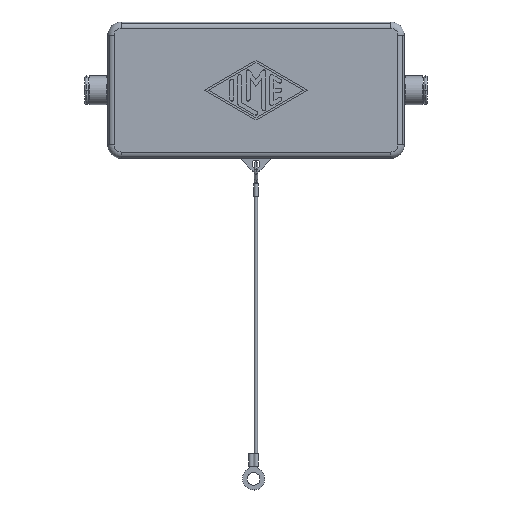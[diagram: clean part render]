
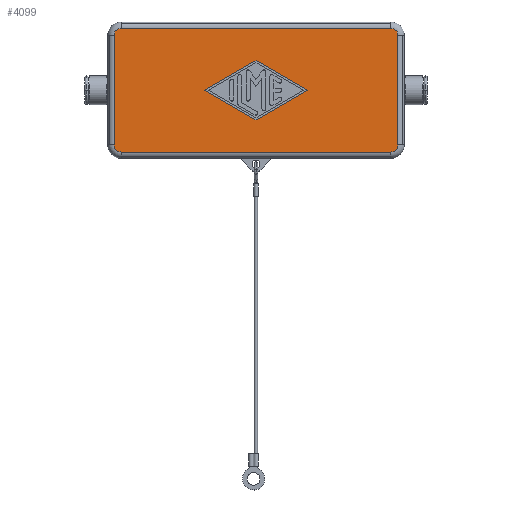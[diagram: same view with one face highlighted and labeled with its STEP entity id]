
A CAD part, top view. The second image highlights one B-rep face of the part: STEP entity #4099.
In plain terms, the highlighted planar face has unit normal (0, 0, 1).
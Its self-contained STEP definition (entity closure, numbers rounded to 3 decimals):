
#1825=CARTESIAN_POINT('',(44.75,17.2,12.));
#1826=VERTEX_POINT('',#1825);
#1834=CARTESIAN_POINT('',(44.75,-17.2,12.));
#1835=VERTEX_POINT('',#1834);
#1836=CARTESIAN_POINT('',(44.75,17.2,12.));
#1837=DIRECTION('',(0.0,-1.0,0.0));
#1838=VECTOR('',#1837,34.4);
#1839=LINE('',#1836,#1838);
#1840=EDGE_CURVE('',#1826,#1835,#1839,.T.);
#1909=CARTESIAN_POINT('',(42.45,-19.5,12.));
#1910=VERTEX_POINT('',#1909);
#1918=CARTESIAN_POINT('',(-42.45,-19.5,12.));
#1919=VERTEX_POINT('',#1918);
#1920=CARTESIAN_POINT('',(42.45,-19.5,12.));
#1921=DIRECTION('',(-1.0,0.0,0.0));
#1922=VECTOR('',#1921,84.9);
#1923=LINE('',#1920,#1922);
#1924=EDGE_CURVE('',#1910,#1919,#1923,.T.);
#1993=CARTESIAN_POINT('',(-44.75,-17.2,12.));
#1994=VERTEX_POINT('',#1993);
#2002=CARTESIAN_POINT('',(-44.75,17.2,12.));
#2003=VERTEX_POINT('',#2002);
#2004=CARTESIAN_POINT('',(-44.75,-17.2,12.));
#2005=DIRECTION('',(0.0,1.0,0.0));
#2006=VECTOR('',#2005,34.4);
#2007=LINE('',#2004,#2006);
#2008=EDGE_CURVE('',#1994,#2003,#2007,.T.);
#2035=CARTESIAN_POINT('',(-42.45,19.5,12.));
#2036=VERTEX_POINT('',#2035);
#2044=CARTESIAN_POINT('',(42.45,19.5,12.));
#2045=VERTEX_POINT('',#2044);
#2046=CARTESIAN_POINT('',(-42.45,19.5,12.));
#2047=DIRECTION('',(1.0,0.0,0.0));
#2048=VECTOR('',#2047,84.9);
#2049=LINE('',#2046,#2048);
#2050=EDGE_CURVE('',#2036,#2045,#2049,.T.);
#3289=CARTESIAN_POINT('',(-16.25,0.,12.));
#3290=VERTEX_POINT('',#3289);
#3297=CARTESIAN_POINT('',(0.,-9.375,12.));
#3298=VERTEX_POINT('',#3297);
#3299=CARTESIAN_POINT('',(0.,-9.375,12.));
#3300=DIRECTION('',(-0.866,0.5,0.0));
#3301=VECTOR('',#3300,18.76);
#3302=LINE('',#3299,#3301);
#3303=EDGE_CURVE('',#3298,#3290,#3302,.T.);
#3328=CARTESIAN_POINT('',(16.25,0.,12.));
#3329=VERTEX_POINT('',#3328);
#3330=CARTESIAN_POINT('',(16.25,0.,12.));
#3331=DIRECTION('',(-0.866,-0.5,0.0));
#3332=VECTOR('',#3331,18.76);
#3333=LINE('',#3330,#3332);
#3334=EDGE_CURVE('',#3329,#3298,#3333,.T.);
#3359=CARTESIAN_POINT('',(0.,9.375,12.));
#3360=VERTEX_POINT('',#3359);
#3361=CARTESIAN_POINT('',(0.,9.375,12.));
#3362=DIRECTION('',(0.866,-0.5,0.0));
#3363=VECTOR('',#3362,18.76);
#3364=LINE('',#3361,#3363);
#3365=EDGE_CURVE('',#3360,#3329,#3364,.T.);
#3388=CARTESIAN_POINT('',(-16.25,0.,12.));
#3389=DIRECTION('',(0.866,0.5,0.0));
#3390=VECTOR('',#3389,18.76);
#3391=LINE('',#3388,#3390);
#3392=EDGE_CURVE('',#3290,#3360,#3391,.T.);
#4054=CARTESIAN_POINT('',(0.0,0.0,12.));
#4055=DIRECTION('',(0.0,0.0,1.0));
#4056=DIRECTION('',(1.0,0.0,0.0));
#4057=AXIS2_PLACEMENT_3D('',#4054,#4055,#4056);
#4058=PLANE('',#4057);
#4059=CARTESIAN_POINT('',(-42.45,17.2,12.));
#4060=DIRECTION('',(0.0,0.0,-1.0));
#4061=DIRECTION('',(-0.707,0.707,0.0));
#4062=AXIS2_PLACEMENT_3D('',#4059,#4060,#4061);
#4063=CIRCLE('',#4062,2.3);
#4064=EDGE_CURVE('',#2003,#2036,#4063,.T.);
#4065=ORIENTED_EDGE('',*,*,#4064,.F.);
#4066=ORIENTED_EDGE('',*,*,#2008,.F.);
#4067=CARTESIAN_POINT('',(-42.45,-17.2,12.));
#4068=DIRECTION('',(0.0,0.0,-1.0));
#4069=DIRECTION('',(-0.707,-0.707,0.0));
#4070=AXIS2_PLACEMENT_3D('',#4067,#4068,#4069);
#4071=CIRCLE('',#4070,2.3);
#4072=EDGE_CURVE('',#1919,#1994,#4071,.T.);
#4073=ORIENTED_EDGE('',*,*,#4072,.F.);
#4074=ORIENTED_EDGE('',*,*,#1924,.F.);
#4075=CARTESIAN_POINT('',(42.45,-17.2,12.));
#4076=DIRECTION('',(0.0,0.0,-1.0));
#4077=DIRECTION('',(0.707,-0.707,0.0));
#4078=AXIS2_PLACEMENT_3D('',#4075,#4076,#4077);
#4079=CIRCLE('',#4078,2.3);
#4080=EDGE_CURVE('',#1835,#1910,#4079,.T.);
#4081=ORIENTED_EDGE('',*,*,#4080,.F.);
#4082=ORIENTED_EDGE('',*,*,#1840,.F.);
#4083=CARTESIAN_POINT('',(42.45,17.2,12.));
#4084=DIRECTION('',(0.0,0.0,-1.0));
#4085=DIRECTION('',(0.707,0.707,0.0));
#4086=AXIS2_PLACEMENT_3D('',#4083,#4084,#4085);
#4087=CIRCLE('',#4086,2.3);
#4088=EDGE_CURVE('',#2045,#1826,#4087,.T.);
#4089=ORIENTED_EDGE('',*,*,#4088,.F.);
#4090=ORIENTED_EDGE('',*,*,#2050,.F.);
#4091=EDGE_LOOP('',(#4065,#4066,#4073,#4074,#4081,#4082,#4089,#4090));
#4092=FACE_OUTER_BOUND('',#4091,.T.);
#4093=ORIENTED_EDGE('',*,*,#3303,.T.);
#4094=ORIENTED_EDGE('',*,*,#3392,.T.);
#4095=ORIENTED_EDGE('',*,*,#3365,.T.);
#4096=ORIENTED_EDGE('',*,*,#3334,.T.);
#4097=EDGE_LOOP('',(#4093,#4094,#4095,#4096));
#4098=FACE_BOUND('',#4097,.T.);
#4099=ADVANCED_FACE('',(#4092,#4098),#4058,.T.);
